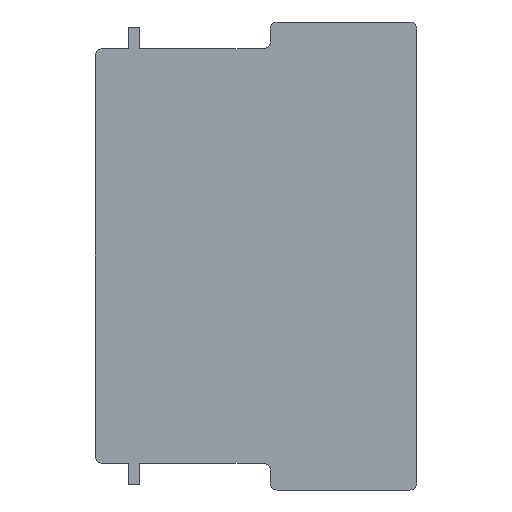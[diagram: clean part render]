
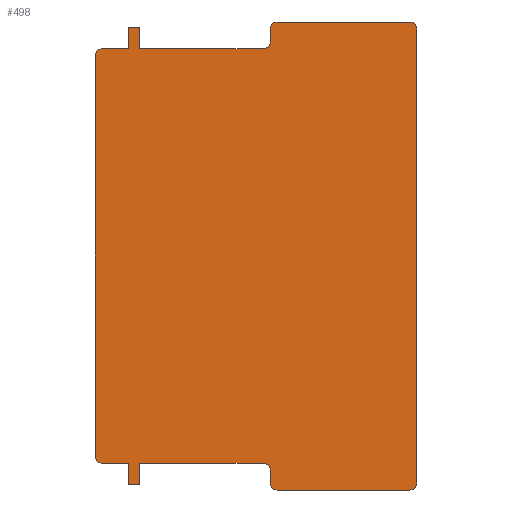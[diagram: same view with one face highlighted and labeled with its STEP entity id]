
A CAD part, left-side view. The second image highlights one B-rep face of the part: STEP entity #498.
In plain terms, the highlighted planar face has unit normal (-1, 0, 0).
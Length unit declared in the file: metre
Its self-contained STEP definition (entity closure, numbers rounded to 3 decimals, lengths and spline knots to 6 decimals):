
#20=CIRCLE('',#538,0.0005);
#21=CIRCLE('',#539,0.0005);
#22=CIRCLE('',#540,0.0005);
#23=CIRCLE('',#541,0.0005);
#24=CIRCLE('',#542,0.0005);
#25=CIRCLE('',#543,0.0005);
#26=CIRCLE('',#544,0.0005);
#27=CIRCLE('',#545,0.0005);
#100=ORIENTED_EDGE('',*,*,#214,.F.);
#101=ORIENTED_EDGE('',*,*,#211,.T.);
#102=ORIENTED_EDGE('',*,*,#208,.T.);
#103=ORIENTED_EDGE('',*,*,#205,.F.);
#104=ORIENTED_EDGE('',*,*,#200,.F.);
#105=ORIENTED_EDGE('',*,*,#236,.F.);
#106=ORIENTED_EDGE('',*,*,#196,.T.);
#107=ORIENTED_EDGE('',*,*,#237,.F.);
#108=ORIENTED_EDGE('',*,*,#192,.T.);
#109=ORIENTED_EDGE('',*,*,#238,.F.);
#110=ORIENTED_EDGE('',*,*,#190,.F.);
#111=ORIENTED_EDGE('',*,*,#239,.F.);
#112=ORIENTED_EDGE('',*,*,#186,.F.);
#113=ORIENTED_EDGE('',*,*,#240,.F.);
#114=ORIENTED_EDGE('',*,*,#182,.F.);
#115=ORIENTED_EDGE('',*,*,#241,.F.);
#116=ORIENTED_EDGE('',*,*,#234,.T.);
#117=ORIENTED_EDGE('',*,*,#231,.T.);
#118=ORIENTED_EDGE('',*,*,#228,.F.);
#119=ORIENTED_EDGE('',*,*,#225,.T.);
#120=ORIENTED_EDGE('',*,*,#220,.T.);
#121=ORIENTED_EDGE('',*,*,#242,.F.);
#122=ORIENTED_EDGE('',*,*,#216,.T.);
#123=ORIENTED_EDGE('',*,*,#243,.F.);
#182=EDGE_CURVE('',#254,#255,#302,.T.);
#186=EDGE_CURVE('',#258,#259,#306,.T.);
#190=EDGE_CURVE('',#262,#263,#310,.T.);
#192=EDGE_CURVE('',#264,#265,#312,.T.);
#196=EDGE_CURVE('',#268,#269,#316,.T.);
#200=EDGE_CURVE('',#272,#273,#320,.T.);
#205=EDGE_CURVE('',#273,#277,#325,.T.);
#208=EDGE_CURVE('',#279,#277,#328,.T.);
#211=EDGE_CURVE('',#281,#279,#331,.T.);
#214=EDGE_CURVE('',#281,#283,#334,.T.);
#216=EDGE_CURVE('',#284,#285,#336,.T.);
#220=EDGE_CURVE('',#288,#289,#340,.T.);
#225=EDGE_CURVE('',#293,#288,#345,.T.);
#228=EDGE_CURVE('',#293,#295,#348,.T.);
#231=EDGE_CURVE('',#297,#295,#351,.T.);
#234=EDGE_CURVE('',#299,#297,#354,.T.);
#236=EDGE_CURVE('',#268,#272,#20,.F.);
#237=EDGE_CURVE('',#264,#269,#21,.T.);
#238=EDGE_CURVE('',#263,#265,#22,.T.);
#239=EDGE_CURVE('',#259,#262,#23,.T.);
#240=EDGE_CURVE('',#255,#258,#24,.T.);
#241=EDGE_CURVE('',#299,#254,#25,.F.);
#242=EDGE_CURVE('',#284,#289,#26,.T.);
#243=EDGE_CURVE('',#283,#285,#27,.T.);
#254=VERTEX_POINT('',#711);
#255=VERTEX_POINT('',#713);
#258=VERTEX_POINT('',#720);
#259=VERTEX_POINT('',#722);
#262=VERTEX_POINT('',#729);
#263=VERTEX_POINT('',#731);
#264=VERTEX_POINT('',#735);
#265=VERTEX_POINT('',#736);
#268=VERTEX_POINT('',#744);
#269=VERTEX_POINT('',#745);
#272=VERTEX_POINT('',#753);
#273=VERTEX_POINT('',#754);
#277=VERTEX_POINT('',#764);
#279=VERTEX_POINT('',#770);
#281=VERTEX_POINT('',#776);
#283=VERTEX_POINT('',#782);
#284=VERTEX_POINT('',#786);
#285=VERTEX_POINT('',#787);
#288=VERTEX_POINT('',#795);
#289=VERTEX_POINT('',#796);
#293=VERTEX_POINT('',#806);
#295=VERTEX_POINT('',#812);
#297=VERTEX_POINT('',#818);
#299=VERTEX_POINT('',#824);
#302=LINE('',#712,#358);
#306=LINE('',#721,#362);
#310=LINE('',#730,#366);
#312=LINE('',#734,#368);
#316=LINE('',#743,#372);
#320=LINE('',#752,#376);
#325=LINE('',#763,#381);
#328=LINE('',#769,#384);
#331=LINE('',#775,#387);
#334=LINE('',#781,#390);
#336=LINE('',#785,#392);
#340=LINE('',#794,#396);
#345=LINE('',#805,#401);
#348=LINE('',#811,#404);
#351=LINE('',#817,#407);
#354=LINE('',#823,#410);
#358=VECTOR('',#569,1.);
#362=VECTOR('',#575,1.);
#366=VECTOR('',#581,1.);
#368=VECTOR('',#585,1.);
#372=VECTOR('',#591,1.);
#376=VECTOR('',#597,1.);
#381=VECTOR('',#604,1.);
#384=VECTOR('',#609,1.);
#387=VECTOR('',#614,1.);
#390=VECTOR('',#619,1.);
#392=VECTOR('',#623,1.);
#396=VECTOR('',#629,1.);
#401=VECTOR('',#636,1.);
#404=VECTOR('',#641,1.);
#407=VECTOR('',#646,1.);
#410=VECTOR('',#651,1.);
#428=EDGE_LOOP('',(#100,#101,#102,#103,#104,#105,#106,#107,#108,#109,#110,
#111,#112,#113,#114,#115,#116,#117,#118,#119,#120,#121,#122,#123));
#454=FACE_BOUND('',#428,.T.);
#480=PLANE('',#537);
#498=ADVANCED_FACE('',(#454),#480,.T.);
#537=AXIS2_PLACEMENT_3D('',#826,#653,#654);
#538=AXIS2_PLACEMENT_3D('',#827,#655,#656);
#539=AXIS2_PLACEMENT_3D('',#828,#657,#658);
#540=AXIS2_PLACEMENT_3D('',#829,#659,#660);
#541=AXIS2_PLACEMENT_3D('',#830,#661,#662);
#542=AXIS2_PLACEMENT_3D('',#831,#663,#664);
#543=AXIS2_PLACEMENT_3D('',#832,#665,#666);
#544=AXIS2_PLACEMENT_3D('',#833,#667,#668);
#545=AXIS2_PLACEMENT_3D('',#834,#669,#670);
#569=DIRECTION('',(0.,0.,1.));
#575=DIRECTION('',(0.,-1.,0.));
#581=DIRECTION('',(0.,0.,-1.));
#585=DIRECTION('',(0.,-1.,0.));
#591=DIRECTION('',(0.,0.,-1.));
#597=DIRECTION('',(0.,1.,0.));
#604=DIRECTION('',(0.,0.,-1.));
#609=DIRECTION('',(0.,-1.,0.));
#614=DIRECTION('',(0.,0.,-1.));
#619=DIRECTION('',(0.,1.,0.));
#623=DIRECTION('',(0.,0.,-1.));
#629=DIRECTION('',(0.,1.,0.));
#636=DIRECTION('',(0.,0.,-1.));
#641=DIRECTION('',(0.,-1.,0.));
#646=DIRECTION('',(0.,0.,1.));
#651=DIRECTION('',(0.,1.,0.));
#653=DIRECTION('',(-1.,0.,0.));
#654=DIRECTION('',(0.,1.,0.));
#655=DIRECTION('',(1.,0.,0.));
#656=DIRECTION('',(0.,0.,1.));
#657=DIRECTION('',(1.,0.,0.));
#658=DIRECTION('',(0.,0.,1.));
#659=DIRECTION('',(1.,0.,0.));
#660=DIRECTION('',(0.,0.,1.));
#661=DIRECTION('',(1.,0.,0.));
#662=DIRECTION('',(0.,0.,1.));
#663=DIRECTION('',(1.,0.,0.));
#664=DIRECTION('',(0.,0.,1.));
#665=DIRECTION('',(1.,0.,0.));
#666=DIRECTION('',(0.,0.,1.));
#667=DIRECTION('',(1.,0.,0.));
#668=DIRECTION('',(0.,0.,1.));
#669=DIRECTION('',(1.,0.,0.));
#670=DIRECTION('',(0.,0.,1.));
#711=CARTESIAN_POINT('',(-0.023765,-0.012625,-0.0013));
#712=CARTESIAN_POINT('',(-0.023765,-0.012625,-0.00085));
#713=CARTESIAN_POINT('',(-0.023765,-0.012625,-0.0004));
#720=CARTESIAN_POINT('',(-0.023765,-0.013125,0.0001));
#721=CARTESIAN_POINT('',(-0.023765,-0.017811,0.0001));
#722=CARTESIAN_POINT('',(-0.023765,-0.022497,0.0001));
#729=CARTESIAN_POINT('',(-0.023765,-0.022997,-0.0004));
#730=CARTESIAN_POINT('',(-0.023765,-0.022997,-0.01645));
#731=CARTESIAN_POINT('',(-0.023765,-0.022997,-0.0325));
#734=CARTESIAN_POINT('',(-0.023765,-0.017811,-0.033));
#735=CARTESIAN_POINT('',(-0.023765,-0.013125,-0.033));
#736=CARTESIAN_POINT('',(-0.023765,-0.022497,-0.033));
#743=CARTESIAN_POINT('',(-0.023765,-0.012625,-0.03205));
#744=CARTESIAN_POINT('',(-0.023765,-0.012625,-0.0316));
#745=CARTESIAN_POINT('',(-0.023765,-0.012625,-0.0325));
#752=CARTESIAN_POINT('',(-0.023765,-0.008011,-0.0311));
#753=CARTESIAN_POINT('',(-0.023765,-0.012125,-0.0311));
#754=CARTESIAN_POINT('',(-0.023765,-0.003397,-0.0311));
#763=CARTESIAN_POINT('',(-0.023765,-0.003397,-0.03185));
#764=CARTESIAN_POINT('',(-0.023765,-0.003397,-0.0326));
#769=CARTESIAN_POINT('',(-0.023765,-0.002997,-0.0326));
#770=CARTESIAN_POINT('',(-0.023765,-0.002597,-0.0326));
#775=CARTESIAN_POINT('',(-0.023765,-0.002597,-0.03185));
#776=CARTESIAN_POINT('',(-0.023765,-0.002597,-0.0311));
#781=CARTESIAN_POINT('',(-0.023765,-0.001424,-0.0311));
#782=CARTESIAN_POINT('',(-0.023765,-0.00075,-0.0311));
#785=CARTESIAN_POINT('',(-0.023765,-0.00025,-0.01645));
#786=CARTESIAN_POINT('',(-0.023765,-0.00025,-0.0023));
#787=CARTESIAN_POINT('',(-0.023765,-0.00025,-0.0306));
#794=CARTESIAN_POINT('',(-0.023765,-0.001424,-0.0018));
#795=CARTESIAN_POINT('',(-0.023765,-0.002597,-0.0018));
#796=CARTESIAN_POINT('',(-0.023765,-0.00075,-0.0018));
#805=CARTESIAN_POINT('',(-0.023765,-0.002597,-0.00105));
#806=CARTESIAN_POINT('',(-0.023765,-0.002597,-0.0003));
#811=CARTESIAN_POINT('',(-0.023765,-0.002997,-0.0003));
#812=CARTESIAN_POINT('',(-0.023765,-0.003397,-0.0003));
#817=CARTESIAN_POINT('',(-0.023765,-0.003397,-0.00105));
#818=CARTESIAN_POINT('',(-0.023765,-0.003397,-0.0018));
#823=CARTESIAN_POINT('',(-0.023765,-0.008011,-0.0018));
#824=CARTESIAN_POINT('',(-0.023765,-0.012125,-0.0018));
#826=CARTESIAN_POINT('',(-0.023765,-0.011624,-0.01645));
#827=CARTESIAN_POINT('',(-0.023765,-0.012125,-0.0316));
#828=CARTESIAN_POINT('',(-0.023765,-0.013125,-0.0325));
#829=CARTESIAN_POINT('',(-0.023765,-0.022497,-0.0325));
#830=CARTESIAN_POINT('',(-0.023765,-0.022497,-0.0004));
#831=CARTESIAN_POINT('',(-0.023765,-0.013125,-0.0004));
#832=CARTESIAN_POINT('',(-0.023765,-0.012125,-0.0013));
#833=CARTESIAN_POINT('',(-0.023765,-0.00075,-0.0023));
#834=CARTESIAN_POINT('',(-0.023765,-0.00075,-0.0306));
